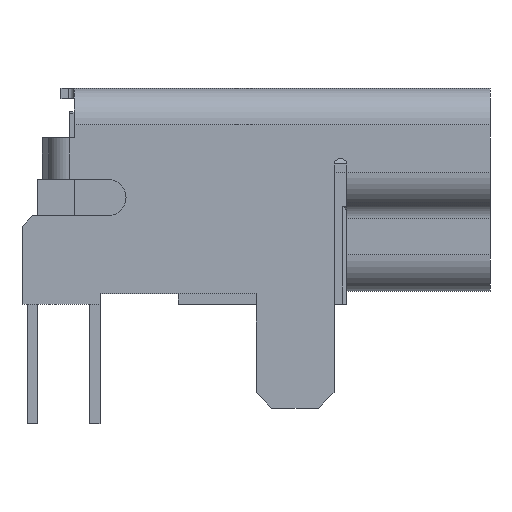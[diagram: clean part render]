
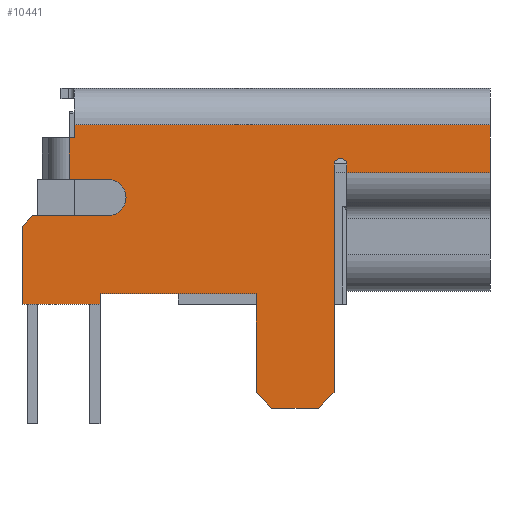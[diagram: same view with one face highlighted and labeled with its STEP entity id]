
A CAD part, left-side view. The second image highlights one B-rep face of the part: STEP entity #10441.
In plain terms, the highlighted planar face has unit normal (-1, 0, 0).
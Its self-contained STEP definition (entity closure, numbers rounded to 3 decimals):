
#739=FACE_OUTER_BOUND('',#1294,.T.);
#1294=EDGE_LOOP('',(#8508,#8509,#8510,#8511,#8512,#8513,#8514,#8515,#8516,
#8517,#8518,#8519,#8520,#8521,#8522,#8523,#8524,#8525,#8526,#8527,#8528));
#1589=CIRCLE('',#11144,0.125);
#1614=CIRCLE('',#11209,0.35);
#2198=LINE('',#15146,#3425);
#2202=LINE('',#15154,#3429);
#2205=LINE('',#15160,#3432);
#2210=LINE('',#15169,#3437);
#2273=LINE('',#15314,#3500);
#2406=LINE('',#16294,#3633);
#2412=LINE('',#16314,#3639);
#2413=LINE('',#16318,#3640);
#2444=LINE('',#16387,#3671);
#2447=LINE('',#16393,#3674);
#2450=LINE('',#16398,#3677);
#2472=LINE('',#16462,#3699);
#2507=LINE('',#16562,#3734);
#2511=LINE('',#16571,#3738);
#2514=LINE('',#16576,#3741);
#2515=LINE('',#16580,#3742);
#2518=LINE('',#16588,#3745);
#2519=LINE('',#16589,#3746);
#2520=LINE('',#16590,#3747);
#3425=VECTOR('',#12412,10.);
#3429=VECTOR('',#12418,10.);
#3432=VECTOR('',#12423,10.);
#3437=VECTOR('',#12430,3.975);
#3500=VECTOR('',#12535,0.74);
#3633=VECTOR('',#12872,8.);
#3639=VECTOR('',#12894,0.8);
#3640=VECTOR('',#12899,0.09);
#3671=VECTOR('',#12956,0.2);
#3674=VECTOR('',#12961,0.283);
#3677=VECTOR('',#12966,10.);
#3699=VECTOR('',#13026,2.75);
#3734=VECTOR('',#13135,1.7);
#3738=VECTOR('',#13147,10.);
#3741=VECTOR('',#13154,1.3);
#3742=VECTOR('',#13159,1.45);
#3745=VECTOR('',#13172,0.145);
#3746=VECTOR('',#13173,0.92);
#3747=VECTOR('',#13174,0.25);
#4481=VERTEX_POINT('',#15144);
#4482=VERTEX_POINT('',#15145);
#4485=VERTEX_POINT('',#15153);
#4487=VERTEX_POINT('',#15159);
#4490=VERTEX_POINT('',#15167);
#4550=VERTEX_POINT('',#15311);
#4551=VERTEX_POINT('',#15313);
#4677=VERTEX_POINT('',#16291);
#4678=VERTEX_POINT('',#16293);
#4684=VERTEX_POINT('',#16313);
#4685=VERTEX_POINT('',#16317);
#4709=VERTEX_POINT('',#16384);
#4710=VERTEX_POINT('',#16386);
#4711=VERTEX_POINT('',#16390);
#4712=VERTEX_POINT('',#16392);
#4713=VERTEX_POINT('',#16396);
#4714=VERTEX_POINT('',#16400);
#4735=VERTEX_POINT('',#16458);
#4736=VERTEX_POINT('',#16460);
#4765=VERTEX_POINT('',#16570);
#4766=VERTEX_POINT('',#16579);
#5674=EDGE_CURVE('',#4481,#4482,#2198,.T.);
#5678=EDGE_CURVE('',#4482,#4485,#2202,.T.);
#5681=EDGE_CURVE('',#4485,#4487,#2205,.T.);
#5686=EDGE_CURVE('',#4490,#4481,#2210,.T.);
#5757=EDGE_CURVE('',#4550,#4551,#2273,.T.);
#5964=EDGE_CURVE('',#4678,#4677,#2406,.T.);
#5974=EDGE_CURVE('',#4551,#4684,#2412,.T.);
#5976=EDGE_CURVE('',#4684,#4685,#2413,.T.);
#6012=EDGE_CURVE('',#4710,#4709,#2444,.T.);
#6015=EDGE_CURVE('',#4712,#4711,#2447,.T.);
#6018=EDGE_CURVE('',#4709,#4713,#2450,.F.);
#6019=EDGE_CURVE('',#4490,#4714,#1589,.T.);
#6049=EDGE_CURVE('',#4736,#4735,#2472,.T.);
#6100=EDGE_CURVE('',#4487,#4713,#2507,.T.);
#6104=EDGE_CURVE('',#4710,#4765,#2511,.T.);
#6107=EDGE_CURVE('',#4765,#4711,#2514,.T.);
#6108=EDGE_CURVE('',#4766,#4712,#2515,.T.);
#6110=EDGE_CURVE('',#4550,#4766,#1614,.T.);
#6112=EDGE_CURVE('',#4735,#4714,#2518,.T.);
#6113=EDGE_CURVE('',#4736,#4678,#2519,.T.);
#6114=EDGE_CURVE('',#4677,#4685,#2520,.T.);
#8508=ORIENTED_EDGE('',*,*,#5686,.F.);
#8509=ORIENTED_EDGE('',*,*,#6019,.T.);
#8510=ORIENTED_EDGE('',*,*,#6112,.F.);
#8511=ORIENTED_EDGE('',*,*,#6049,.F.);
#8512=ORIENTED_EDGE('',*,*,#6113,.T.);
#8513=ORIENTED_EDGE('',*,*,#5964,.T.);
#8514=ORIENTED_EDGE('',*,*,#6114,.T.);
#8515=ORIENTED_EDGE('',*,*,#5976,.F.);
#8516=ORIENTED_EDGE('',*,*,#5974,.F.);
#8517=ORIENTED_EDGE('',*,*,#5757,.F.);
#8518=ORIENTED_EDGE('',*,*,#6110,.T.);
#8519=ORIENTED_EDGE('',*,*,#6108,.T.);
#8520=ORIENTED_EDGE('',*,*,#6015,.T.);
#8521=ORIENTED_EDGE('',*,*,#6107,.F.);
#8522=ORIENTED_EDGE('',*,*,#6104,.F.);
#8523=ORIENTED_EDGE('',*,*,#6012,.T.);
#8524=ORIENTED_EDGE('',*,*,#6018,.T.);
#8525=ORIENTED_EDGE('',*,*,#6100,.F.);
#8526=ORIENTED_EDGE('',*,*,#5681,.F.);
#8527=ORIENTED_EDGE('',*,*,#5678,.F.);
#8528=ORIENTED_EDGE('',*,*,#5674,.F.);
#9977=PLANE('',#11211);
#10441=ADVANCED_FACE('',(#739),#9977,.T.);
#11144=AXIS2_PLACEMENT_3D('',#16401,#12969,#12970);
#11209=AXIS2_PLACEMENT_3D('',#16584,#13165,#13166);
#11211=AXIS2_PLACEMENT_3D('',#16587,#13170,#13171);
#12412=DIRECTION('',(0.,-0.707,-0.707));
#12418=DIRECTION('',(0.,0.,-1.));
#12423=DIRECTION('',(0.,0.707,-0.707));
#12430=DIRECTION('',(0.,-1.,0.));
#12535=DIRECTION('',(0.,0.,-1.));
#12872=DIRECTION('',(0.,0.,-1.));
#12894=DIRECTION('',(0.,1.,0.));
#12899=DIRECTION('',(0.,0.,1.));
#12956=DIRECTION('',(0.,1.,0.));
#12961=DIRECTION('',(0.,-0.707,-0.707));
#12966=DIRECTION('',(0.,0.,-1.));
#12969=DIRECTION('center_axis',(1.,0.,0.));
#12970=DIRECTION('ref_axis',(0.,0.,-1.));
#13026=DIRECTION('',(0.,0.,-1.));
#13135=DIRECTION('',(0.,1.,0.));
#13147=DIRECTION('',(0.,0.,-1.));
#13154=DIRECTION('',(0.,1.,0.));
#13159=DIRECTION('',(0.,0.,-1.));
#13165=DIRECTION('center_axis',(1.,0.,0.));
#13166=DIRECTION('ref_axis',(0.,1.,0.));
#13170=DIRECTION('center_axis',(-1.,0.,0.));
#13171=DIRECTION('ref_axis',(0.,1.,0.));
#13172=DIRECTION('',(0.,1.,0.));
#13173=DIRECTION('',(0.,1.,0.));
#13174=DIRECTION('',(0.,-1.,0.));
#15144=CARTESIAN_POINT('',(-3.85,-3.9,-3.));
#15145=CARTESIAN_POINT('',(-3.85,-4.2,-3.3));
#15146=CARTESIAN_POINT('',(-3.85,-4.063,-3.163));
#15153=CARTESIAN_POINT('',(-3.85,-4.2,-4.2));
#15154=CARTESIAN_POINT('',(-3.85,-4.2,-3.975));
#15159=CARTESIAN_POINT('',(-3.85,-3.9,-4.5));
#15160=CARTESIAN_POINT('',(-3.85,-3.913,-4.488));
#15167=CARTESIAN_POINT('',(-3.85,0.475,-3.));
#15169=CARTESIAN_POINT('',(-3.85,0.475,-3.));
#15311=CARTESIAN_POINT('',(-3.85,0.2,-7.35));
#15313=CARTESIAN_POINT('',(-3.85,0.2,-8.09));
#15314=CARTESIAN_POINT('',(-3.85,0.2,-7.35));
#16291=CARTESIAN_POINT('',(-3.85,1.25,-8.));
#16293=CARTESIAN_POINT('',(-3.85,1.25,0.));
#16294=CARTESIAN_POINT('',(-3.85,1.25,0.));
#16313=CARTESIAN_POINT('',(-3.85,1.,-8.09));
#16314=CARTESIAN_POINT('',(-3.85,0.2,-8.09));
#16317=CARTESIAN_POINT('',(-3.85,1.,-8.));
#16318=CARTESIAN_POINT('',(-3.85,1.,-8.09));
#16384=CARTESIAN_POINT('',(-3.85,-2.,-7.5));
#16386=CARTESIAN_POINT('',(-3.85,-2.2,-7.5));
#16387=CARTESIAN_POINT('',(-3.85,-2.,-7.5));
#16390=CARTESIAN_POINT('',(-3.85,-0.7,-9.));
#16392=CARTESIAN_POINT('',(-3.85,-0.5,-8.8));
#16393=CARTESIAN_POINT('',(-3.85,-0.5,-8.8));
#16396=CARTESIAN_POINT('',(-3.85,-2.,-4.5));
#16398=CARTESIAN_POINT('',(-3.85,-2.,-3.75));
#16400=CARTESIAN_POINT('',(-3.85,0.475,-2.75));
#16401=CARTESIAN_POINT('Origin',(-3.85,0.475,-2.875));
#16458=CARTESIAN_POINT('',(-3.85,0.33,-2.75));
#16460=CARTESIAN_POINT('',(-3.85,0.33,0.));
#16462=CARTESIAN_POINT('',(-3.85,0.33,0.));
#16562=CARTESIAN_POINT('',(-3.85,-3.5,-4.5));
#16570=CARTESIAN_POINT('',(-3.85,-2.2,-9.));
#16571=CARTESIAN_POINT('',(-3.85,-2.2,-1.375));
#16576=CARTESIAN_POINT('',(-3.85,-2.,-9.));
#16579=CARTESIAN_POINT('',(-3.85,-0.5,-7.35));
#16580=CARTESIAN_POINT('',(-3.85,-0.5,-7.35));
#16584=CARTESIAN_POINT('Origin',(-3.85,-0.15,-7.35));
#16587=CARTESIAN_POINT('Origin',(-3.85,0.33,0.));
#16588=CARTESIAN_POINT('',(-3.85,0.33,-2.75));
#16589=CARTESIAN_POINT('',(-3.85,0.33,0.));
#16590=CARTESIAN_POINT('',(-3.85,1.25,-8.));
